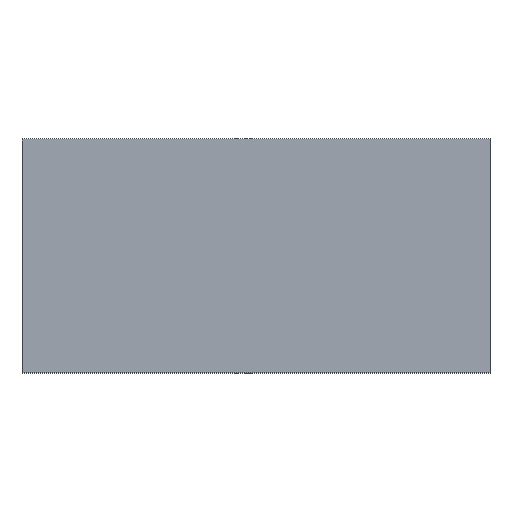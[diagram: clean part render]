
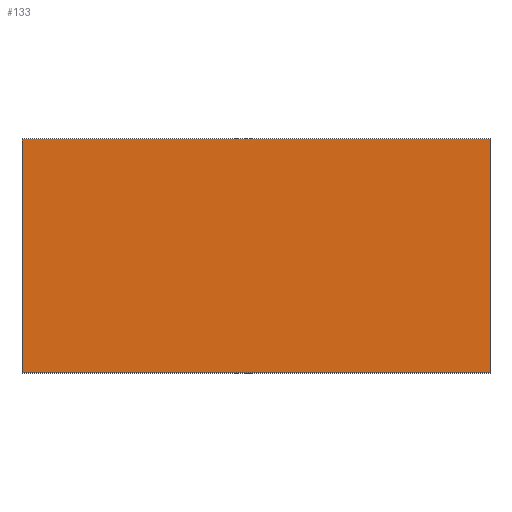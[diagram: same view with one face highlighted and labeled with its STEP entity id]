
A CAD part, top view. The second image highlights one B-rep face of the part: STEP entity #133.
In plain terms, the highlighted planar face has unit normal (0, 0, 1).
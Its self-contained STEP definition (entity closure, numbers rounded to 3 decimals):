
#3 = VECTOR ( 'NONE', #127, 1000. ) ;
#16 = ORIENTED_EDGE ( 'NONE', *, *, #51, .T. ) ;
#21 = DIRECTION ( 'NONE',  ( 0., 0., 1. ) ) ;
#29 = DIRECTION ( 'NONE',  ( 0., 1., 0. ) ) ;
#33 = VERTEX_POINT ( 'NONE', #87 ) ;
#34 = ORIENTED_EDGE ( 'NONE', *, *, #199, .T. ) ;
#39 = CARTESIAN_POINT ( 'NONE',  ( 500., -250., 13. ) ) ;
#45 = EDGE_CURVE ( 'NONE', #134, #33, #116, .T. ) ;
#51 = EDGE_CURVE ( 'NONE', #160, #134, #117, .T. ) ;
#57 = DIRECTION ( 'NONE',  ( 1., 0., 0. ) ) ;
#61 = DIRECTION ( 'NONE',  ( -1., 0., 0. ) ) ;
#66 = FACE_OUTER_BOUND ( 'NONE', #190, .T. ) ;
#80 = VECTOR ( 'NONE', #29, 1000. ) ;
#86 = AXIS2_PLACEMENT_3D ( 'NONE', #175, #21, #57 ) ;
#87 = CARTESIAN_POINT ( 'NONE',  ( -500., 250., 13. ) ) ;
#93 = DIRECTION ( 'NONE',  ( 0., -1., 0. ) ) ;
#97 = LINE ( 'NONE', #195, #3 ) ;
#111 = CARTESIAN_POINT ( 'NONE',  ( 500., -250., 13. ) ) ;
#112 = EDGE_CURVE ( 'NONE', #33, #114, #202, .T. ) ;
#114 = VERTEX_POINT ( 'NONE', #154 ) ;
#116 = LINE ( 'NONE', #200, #146 ) ;
#117 = LINE ( 'NONE', #111, #80 ) ;
#122 = PLANE ( 'NONE',  #86 ) ;
#127 = DIRECTION ( 'NONE',  ( 1., 0., 0. ) ) ;
#133 = ADVANCED_FACE ( 'NONE', ( #66 ), #122, .T. ) ;
#134 = VERTEX_POINT ( 'NONE', #179 ) ;
#146 = VECTOR ( 'NONE', #61, 1000. ) ;
#154 = CARTESIAN_POINT ( 'NONE',  ( -500., -250., 13. ) ) ;
#160 = VERTEX_POINT ( 'NONE', #39 ) ;
#166 = VECTOR ( 'NONE', #93, 1000. ) ;
#167 = ORIENTED_EDGE ( 'NONE', *, *, #112, .T. ) ;
#175 = CARTESIAN_POINT ( 'NONE',  ( -500., -250., 13. ) ) ;
#176 = CARTESIAN_POINT ( 'NONE',  ( -500., 250., 13. ) ) ;
#179 = CARTESIAN_POINT ( 'NONE',  ( 500., 250., 13. ) ) ;
#184 = ORIENTED_EDGE ( 'NONE', *, *, #45, .T. ) ;
#190 = EDGE_LOOP ( 'NONE', ( #16, #184, #167, #34 ) ) ;
#195 = CARTESIAN_POINT ( 'NONE',  ( -500., -250., 13. ) ) ;
#199 = EDGE_CURVE ( 'NONE', #114, #160, #97, .T. ) ;
#200 = CARTESIAN_POINT ( 'NONE',  ( 500., 250., 13. ) ) ;
#202 = LINE ( 'NONE', #176, #166 ) ;
